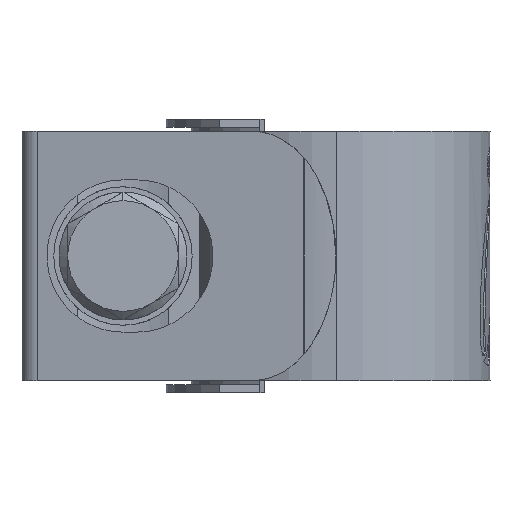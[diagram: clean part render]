
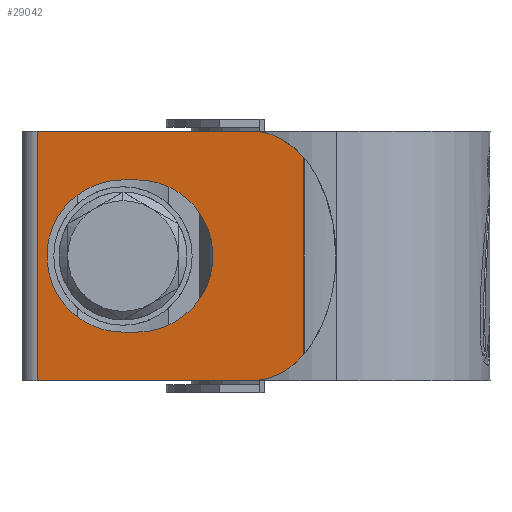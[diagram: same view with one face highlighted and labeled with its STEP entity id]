
A CAD part, left-side view. The second image highlights one B-rep face of the part: STEP entity #29042.
In plain terms, the highlighted planar face has unit normal (-0.989, 0.148, 0).
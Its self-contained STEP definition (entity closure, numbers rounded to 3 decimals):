
#101 = ORIENTED_EDGE ( 'NONE', *, *, #4753, .F. ) ;
#431 = VERTEX_POINT ( 'NONE', #10162 ) ;
#655 = VECTOR ( 'NONE', #16030, 1000. ) ;
#665 = LINE ( 'NONE', #6462, #6810 ) ;
#706 = CARTESIAN_POINT ( 'NONE',  ( -9.757, 14.426, -5.5 ) ) ;
#790 = CARTESIAN_POINT ( 'NONE',  ( -11.559, 2.384, 9. ) ) ;
#958 = DIRECTION ( 'NONE',  ( 0.989, -0.148, 0. ) ) ;
#1581 = CARTESIAN_POINT ( 'NONE',  ( -9.608, 15.426, -5.5 ) ) ;
#2721 =( BOUNDED_CURVE ( )  B_SPLINE_CURVE ( 3, ( #706, #21647, #11343, #32111 ),
 .UNSPECIFIED., .F., .F. ) 
 B_SPLINE_CURVE_WITH_KNOTS ( ( 4, 4 ),
 ( 4.712, 7.854 ),
 .UNSPECIFIED. ) 
 CURVE ( )  GEOMETRIC_REPRESENTATION_ITEM ( )  RATIONAL_B_SPLINE_CURVE ( ( 1., 0.333, 0.333, 1. ) ) 
 REPRESENTATION_ITEM ( '' )  );
#2798 = CARTESIAN_POINT ( 'NONE',  ( -11.012, 6.038, 9. ) ) ;
#3536 = LINE ( 'NONE', #790, #32884 ) ;
#3665 = EDGE_CURVE ( 'NONE', #13131, #33934, #17540, .T. ) ;
#3922 = EDGE_CURVE ( 'NONE', #30109, #22268, #21695, .T. ) ;
#4373 = CARTESIAN_POINT ( 'NONE',  ( -9.608, 15.426, -5.5 ) ) ;
#4492 = CARTESIAN_POINT ( 'NONE',  ( -8.681, 21.622, 9. ) ) ;
#4535 = CARTESIAN_POINT ( 'NONE',  ( -11.559, 2.384, 7.136 ) ) ;
#4653 = CARTESIAN_POINT ( 'NONE',  ( -11.272, 4.304, -8.617 ) ) ;
#4703 = CARTESIAN_POINT ( 'NONE',  ( -11.319, 3.991, 8.459 ) ) ;
#4753 = EDGE_CURVE ( 'NONE', #22268, #431, #2721, .T. ) ;
#5453 = ORIENTED_EDGE ( 'NONE', *, *, #3665, .T. ) ;
#5673 = VECTOR ( 'NONE', #17261, 1000. ) ;
#5757 = VERTEX_POINT ( 'NONE', #28293 ) ;
#6462 = CARTESIAN_POINT ( 'NONE',  ( -11.559, 2.384, -9. ) ) ;
#6747 = CARTESIAN_POINT ( 'NONE',  ( -11.304, 4.088, -8.511 ) ) ;
#6803 = VERTEX_POINT ( 'NONE', #27636 ) ;
#6810 = VECTOR ( 'NONE', #19674, 1000. ) ;
#6960 = LINE ( 'NONE', #22904, #5673 ) ;
#7243 = CARTESIAN_POINT ( 'NONE',  ( -11.064, 5.691, -9. ) ) ;
#7462 = CARTESIAN_POINT ( 'NONE',  ( -11.318, 3.999, 8.464 ) ) ;
#7640 = CARTESIAN_POINT ( 'NONE',  ( -11.464, 3.021, 7.803 ) ) ;
#9078 = VECTOR ( 'NONE', #17555, 1000. ) ;
#9378 = ORIENTED_EDGE ( 'NONE', *, *, #24022, .F. ) ;
#9646 = CARTESIAN_POINT ( 'NONE',  ( -11.314, 4.026, -8.478 ) ) ;
#10137 = CARTESIAN_POINT ( 'NONE',  ( -9.608, 15.426, 5.5 ) ) ;
#10162 = CARTESIAN_POINT ( 'NONE',  ( -9.757, 14.426, 5.5 ) ) ;
#10193 = CARTESIAN_POINT ( 'NONE',  ( -11.392, 3.505, 8.164 ) ) ;
#10228 = DIRECTION ( 'NONE',  ( 0.148, 0.989, 0. ) ) ;
#10360 = CARTESIAN_POINT ( 'NONE',  ( -11.522, 2.632, 7.422 ) ) ;
#10778 = AXIS2_PLACEMENT_3D ( 'NONE', #31863, #958, #11433 ) ;
#11343 = CARTESIAN_POINT ( 'NONE',  ( -11.403, 3.426, 5.5 ) ) ;
#11433 = DIRECTION ( 'NONE',  ( 0.148, 0.989, 0. ) ) ;
#11596 = DIRECTION ( 'NONE',  ( -0.148, -0.989, 0. ) ) ;
#12542 = CARTESIAN_POINT ( 'NONE',  ( -11.309, 4.058, -8.495 ) ) ;
#12581 = VECTOR ( 'NONE', #10228, 1000. ) ;
#12702 = EDGE_CURVE ( 'NONE', #13131, #6803, #6960, .T. ) ;
#12858 = VERTEX_POINT ( 'NONE', #27886 ) ;
#13131 = VERTEX_POINT ( 'NONE', #4535 ) ;
#13267 = CARTESIAN_POINT ( 'NONE',  ( -9.757, 14.426, -5.5 ) ) ;
#13833 = FACE_OUTER_BOUND ( 'NONE', #29836, .T. ) ;
#13998 = FACE_BOUND ( 'NONE', #27611, .T. ) ;
#14398 = ORIENTED_EDGE ( 'NONE', *, *, #32647, .T. ) ;
#14624 = CARTESIAN_POINT ( 'NONE',  ( -11.012, 6.038, -9. ) ) ;
#14632 = LINE ( 'NONE', #4492, #9078 ) ;
#15122 = CARTESIAN_POINT ( 'NONE',  ( -11.559, 2.384, -7.136 ) ) ;
#15171 = CARTESIAN_POINT ( 'NONE',  ( -11.218, 4.665, 8.823 ) ) ;
#15409 = EDGE_CURVE ( 'NONE', #5757, #21554, #665, .T. ) ;
#16030 = DIRECTION ( 'NONE',  ( -0.148, -0.989, 0. ) ) ;
#17261 = DIRECTION ( 'NONE',  ( 0., 0., -1. ) ) ;
#17385 = CARTESIAN_POINT ( 'NONE',  ( -11.141, 5.178, -8.934 ) ) ;
#17540 = B_SPLINE_CURVE_WITH_KNOTS ( 'NONE', 3,
 ( #23254, #10360, #7640, #10193, #28561, #26009, #31486, #33369, #4703, #7462, #15171, #28218, #25661 ),
 .UNSPECIFIED., .F., .F.,
 ( 4, 1, 1, 1, 1, 1, 2, 2, 4 ),
 ( 0., 0.25, 0.375, 0.438, 0.469, 0.484, 0.492, 0.5, 1. ),
 .UNSPECIFIED. ) ;
#17555 = DIRECTION ( 'NONE',  ( 0., 0., -1. ) ) ;
#17968 = LINE ( 'NONE', #33741, #12581 ) ;
#19674 = DIRECTION ( 'NONE',  ( -0.148, -0.989, 0. ) ) ;
#19807 = ORIENTED_EDGE ( 'NONE', *, *, #25495, .T. ) ;
#20122 = CARTESIAN_POINT ( 'NONE',  ( -11.485, 2.882, -7.71 ) ) ;
#20246 = B_SPLINE_CURVE_WITH_KNOTS ( 'NONE', 3,
 ( #14624, #7243, #17385, #30584, #4653, #32991, #6747, #12542, #22695, #9646, #25445, #20122, #15122 ),
 .UNSPECIFIED., .F., .F.,
 ( 4, 1, 1, 1, 1, 1, 2, 2, 4 ),
 ( 0., 0.25, 0.375, 0.437, 0.469, 0.484, 0.492, 0.5, 1. ),
 .UNSPECIFIED. ) ;
#20566 = ORIENTED_EDGE ( 'NONE', *, *, #12702, .F. ) ;
#20641 = ORIENTED_EDGE ( 'NONE', *, *, #3922, .F. ) ;
#21383 = CARTESIAN_POINT ( 'NONE',  ( -11.012, 6.038, -9. ) ) ;
#21554 = VERTEX_POINT ( 'NONE', #21383 ) ;
#21647 = CARTESIAN_POINT ( 'NONE',  ( -11.403, 3.426, -5.5 ) ) ;
#21695 = LINE ( 'NONE', #29418, #655 ) ;
#22268 = VERTEX_POINT ( 'NONE', #13267 ) ;
#22695 = CARTESIAN_POINT ( 'NONE',  ( -11.312, 4.037, -8.484 ) ) ;
#22904 = CARTESIAN_POINT ( 'NONE',  ( -11.559, 2.384, 9. ) ) ;
#23254 = CARTESIAN_POINT ( 'NONE',  ( -11.559, 2.384, 7.136 ) ) ;
#23597 = EDGE_CURVE ( 'NONE', #431, #25880, #17968, .T. ) ;
#24022 = EDGE_CURVE ( 'NONE', #12858, #33934, #3536, .T. ) ;
#24991 = CARTESIAN_POINT ( 'NONE',  ( -9.608, 15.426, 5.5 ) ) ;
#25445 = CARTESIAN_POINT ( 'NONE',  ( -11.403, 3.426, -8.156 ) ) ;
#25494 = CARTESIAN_POINT ( 'NONE',  ( -7.962, 26.426, -5.5 ) ) ;
#25495 = EDGE_CURVE ( 'NONE', #21554, #6803, #20246, .T. ) ;
#25661 = CARTESIAN_POINT ( 'NONE',  ( -11.012, 6.038, 9. ) ) ;
#25880 = VERTEX_POINT ( 'NONE', #10137 ) ;
#26009 = CARTESIAN_POINT ( 'NONE',  ( -11.335, 3.881, 8.398 ) ) ;
#27611 = EDGE_LOOP ( 'NONE', ( #101, #20641, #32767, #32345 ) ) ;
#27636 = CARTESIAN_POINT ( 'NONE',  ( -11.559, 2.384, -7.136 ) ) ;
#27886 = CARTESIAN_POINT ( 'NONE',  ( -8.681, 21.622, 9. ) ) ;
#28218 = CARTESIAN_POINT ( 'NONE',  ( -11.117, 5.341, 9. ) ) ;
#28293 = CARTESIAN_POINT ( 'NONE',  ( -8.681, 21.622, -9. ) ) ;
#28561 = CARTESIAN_POINT ( 'NONE',  ( -11.354, 3.755, 8.323 ) ) ;
#29042 = ADVANCED_FACE ( 'NONE', ( #13833, #13998 ), #32536, .F. ) ;
#29109 = EDGE_CURVE ( 'NONE', #25880, #30109, #29294, .T. ) ;
#29294 =( BOUNDED_CURVE ( )  B_SPLINE_CURVE ( 3, ( #24991, #30798, #25494, #4373 ),
 .UNSPECIFIED., .F., .T. ) 
 B_SPLINE_CURVE_WITH_KNOTS ( ( 4, 4 ),
 ( 1.571, 4.712 ),
 .UNSPECIFIED. ) 
 CURVE ( )  GEOMETRIC_REPRESENTATION_ITEM ( )  RATIONAL_B_SPLINE_CURVE ( ( 1., 0.333, 0.333, 1. ) ) 
 REPRESENTATION_ITEM ( '' )  );
#29418 = CARTESIAN_POINT ( 'NONE',  ( -11.559, 2.384, -5.5 ) ) ;
#29836 = EDGE_LOOP ( 'NONE', ( #20566, #5453, #9378, #14398, #33290, #19807 ) ) ;
#30109 = VERTEX_POINT ( 'NONE', #1581 ) ;
#30584 = CARTESIAN_POINT ( 'NONE',  ( -11.229, 4.593, -8.742 ) ) ;
#30798 = CARTESIAN_POINT ( 'NONE',  ( -7.962, 26.426, 5.5 ) ) ;
#31486 = CARTESIAN_POINT ( 'NONE',  ( -11.326, 3.945, 8.434 ) ) ;
#31863 = CARTESIAN_POINT ( 'NONE',  ( -11.559, 2.384, 9. ) ) ;
#32111 = CARTESIAN_POINT ( 'NONE',  ( -9.757, 14.426, 5.5 ) ) ;
#32345 = ORIENTED_EDGE ( 'NONE', *, *, #23597, .F. ) ;
#32536 = PLANE ( 'NONE',  #10778 ) ;
#32647 = EDGE_CURVE ( 'NONE', #12858, #5757, #14632, .T. ) ;
#32767 = ORIENTED_EDGE ( 'NONE', *, *, #29109, .F. ) ;
#32884 = VECTOR ( 'NONE', #11596, 1000. ) ;
#32991 = CARTESIAN_POINT ( 'NONE',  ( -11.294, 4.16, -8.548 ) ) ;
#33290 = ORIENTED_EDGE ( 'NONE', *, *, #15409, .T. ) ;
#33369 = CARTESIAN_POINT ( 'NONE',  ( -11.322, 3.973, 8.449 ) ) ;
#33741 = CARTESIAN_POINT ( 'NONE',  ( -11.559, 2.384, 5.5 ) ) ;
#33934 = VERTEX_POINT ( 'NONE', #2798 ) ;
